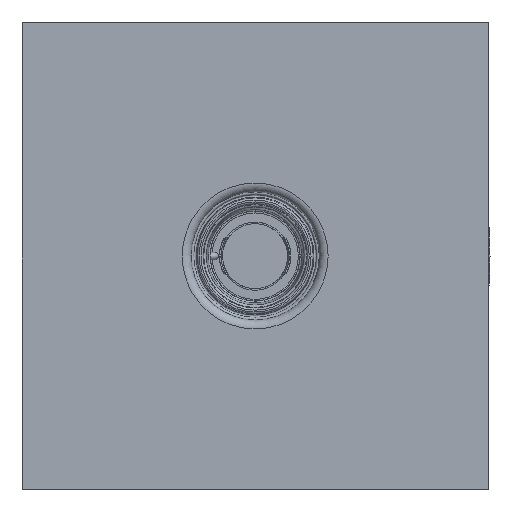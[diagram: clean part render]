
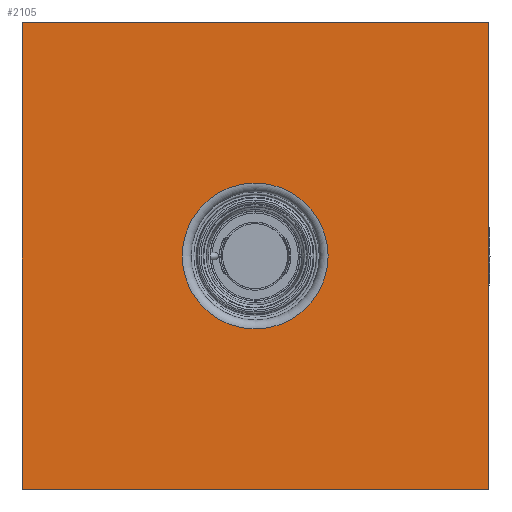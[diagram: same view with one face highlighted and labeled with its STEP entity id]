
A CAD part, top view. The second image highlights one B-rep face of the part: STEP entity #2105.
In plain terms, the highlighted planar face has unit normal (0, 0, 1).
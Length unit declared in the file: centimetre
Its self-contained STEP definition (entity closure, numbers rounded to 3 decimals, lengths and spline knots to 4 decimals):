
#186=LINE('',#3396,#277);
#188=LINE('',#3402,#279);
#191=LINE('',#3407,#282);
#194=LINE('',#3411,#285);
#277=VECTOR('',#2698,1.);
#279=VECTOR('',#2702,1.);
#282=VECTOR('',#2707,1.);
#285=VECTOR('',#2712,1.);
#393=FACE_BOUND('',#592,.T.);
#446=FACE_OUTER_BOUND('',#591,.T.);
#591=EDGE_LOOP('',(#1570,#1571,#1572,#1573));
#592=EDGE_LOOP('',(#1574));
#748=CIRCLE('',#2316,78.2516);
#887=VERTEX_POINT('',#3390);
#889=VERTEX_POINT('',#3394);
#890=VERTEX_POINT('',#3398);
#892=VERTEX_POINT('',#3401);
#911=VERTEX_POINT('',#3469);
#1117=EDGE_CURVE('',#887,#889,#186,.T.);
#1119=EDGE_CURVE('',#892,#890,#188,.T.);
#1122=EDGE_CURVE('',#889,#892,#191,.T.);
#1125=EDGE_CURVE('',#887,#890,#194,.T.);
#1153=EDGE_CURVE('',#911,#911,#748,.T.);
#1570=ORIENTED_EDGE('',*,*,#1125,.F.);
#1571=ORIENTED_EDGE('',*,*,#1117,.T.);
#1572=ORIENTED_EDGE('',*,*,#1122,.T.);
#1573=ORIENTED_EDGE('',*,*,#1119,.T.);
#1574=ORIENTED_EDGE('',*,*,#1153,.T.);
#2027=PLANE('',#2319);
#2105=ADVANCED_FACE('',(#446,#393),#2027,.T.);
#2316=AXIS2_PLACEMENT_3D('',#3470,#2786,#2787);
#2319=AXIS2_PLACEMENT_3D('',#3473,#2792,#2793);
#2698=DIRECTION('',(1.,0.,0.));
#2702=DIRECTION('',(-1.,0.,0.));
#2707=DIRECTION('',(0.,1.,0.));
#2712=DIRECTION('',(0.,1.,0.));
#2786=DIRECTION('center_axis',(0.,0.,-1.));
#2787=DIRECTION('ref_axis',(1.,0.,0.));
#2792=DIRECTION('center_axis',(0.,0.,1.));
#2793=DIRECTION('ref_axis',(0.,1.,0.));
#3390=CARTESIAN_POINT('',(-250.,-250.,251.5));
#3394=CARTESIAN_POINT('',(250.,-250.,251.5));
#3396=CARTESIAN_POINT('',(0.,-250.,251.5));
#3398=CARTESIAN_POINT('',(-250.,250.,251.5));
#3401=CARTESIAN_POINT('',(250.,250.,251.5));
#3402=CARTESIAN_POINT('',(0.,250.,251.5));
#3407=CARTESIAN_POINT('',(250.,0.,251.5));
#3411=CARTESIAN_POINT('',(-250.,0.,251.5));
#3469=CARTESIAN_POINT('',(0.,-78.2516,251.5));
#3470=CARTESIAN_POINT('Origin',(0.,0.,251.5));
#3473=CARTESIAN_POINT('Origin',(0.,0.,251.5));
